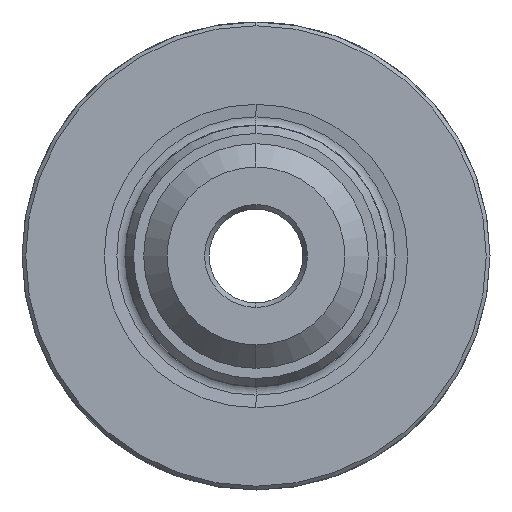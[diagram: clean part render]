
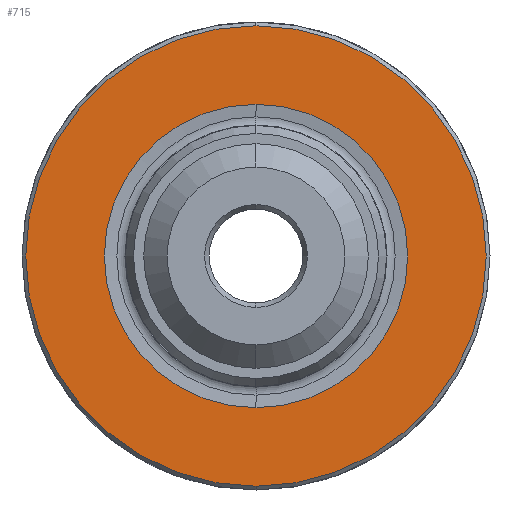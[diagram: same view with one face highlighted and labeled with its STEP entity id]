
A CAD part, left-side view. The second image highlights one B-rep face of the part: STEP entity #715.
In plain terms, the highlighted planar face has unit normal (-1, 0, 0).
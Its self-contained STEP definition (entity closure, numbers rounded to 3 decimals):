
#127 = EDGE_CURVE ( 'NONE', #3271, #2980, #2358, .T. ) ;
#162 = DIRECTION ( 'NONE',  ( 0., 0., -1. ) ) ;
#168 = CIRCLE ( 'NONE', #1090, 12.3 ) ;
#182 = CARTESIAN_POINT ( 'NONE',  ( 0., 0., -12.3 ) ) ;
#450 = DIRECTION ( 'NONE',  ( 1., 0., 0. ) ) ;
#457 = ORIENTED_EDGE ( 'NONE', *, *, #546, .F. ) ;
#475 = AXIS2_PLACEMENT_3D ( 'NONE', #2834, #2028, #1475 ) ;
#546 = EDGE_CURVE ( 'NONE', #2980, #3271, #168, .T. ) ;
#715 = ADVANCED_FACE ( 'NONE', ( #2449, #3328 ), #802, .T. ) ;
#790 = DIRECTION ( 'NONE',  ( -1., 0., 0. ) ) ;
#802 = PLANE ( 'NONE',  #3536 ) ;
#954 = CARTESIAN_POINT ( 'NONE',  ( 0., 0., 0. ) ) ;
#1068 = ORIENTED_EDGE ( 'NONE', *, *, #127, .F. ) ;
#1090 = AXIS2_PLACEMENT_3D ( 'NONE', #2673, #2103, #162 ) ;
#1291 = CIRCLE ( 'NONE', #475, 8.103 ) ;
#1359 = CARTESIAN_POINT ( 'NONE',  ( 0., 8.103, 0. ) ) ;
#1475 = DIRECTION ( 'NONE',  ( 0., 0., -1. ) ) ;
#1590 = DIRECTION ( 'NONE',  ( 0., 0., -1. ) ) ;
#1840 = AXIS2_PLACEMENT_3D ( 'NONE', #1922, #3054, #3653 ) ;
#1917 = CARTESIAN_POINT ( 'NONE',  ( 0., 0., -8.103 ) ) ;
#1922 = CARTESIAN_POINT ( 'NONE',  ( 0., 0., 0. ) ) ;
#2006 = CARTESIAN_POINT ( 'NONE',  ( 0., 0., 12.3 ) ) ;
#2028 = DIRECTION ( 'NONE',  ( 1., 0., 0. ) ) ;
#2049 = ORIENTED_EDGE ( 'NONE', *, *, #2845, .T. ) ;
#2103 = DIRECTION ( 'NONE',  ( 1., 0., 0. ) ) ;
#2358 = CIRCLE ( 'NONE', #3613, 12.3 ) ;
#2449 = FACE_BOUND ( 'NONE', #2758, .T. ) ;
#2479 = VERTEX_POINT ( 'NONE', #3583 ) ;
#2498 = DIRECTION ( 'NONE',  ( 0., 0., 1. ) ) ;
#2673 = CARTESIAN_POINT ( 'NONE',  ( 0., 0., 0. ) ) ;
#2710 = EDGE_CURVE ( 'NONE', #3167, #2479, #2968, .T. ) ;
#2758 = EDGE_LOOP ( 'NONE', ( #2049, #3058 ) ) ;
#2834 = CARTESIAN_POINT ( 'NONE',  ( 0., 0., 0. ) ) ;
#2845 = EDGE_CURVE ( 'NONE', #2479, #3167, #1291, .T. ) ;
#2968 = CIRCLE ( 'NONE', #1840, 8.103 ) ;
#2980 = VERTEX_POINT ( 'NONE', #182 ) ;
#3054 = DIRECTION ( 'NONE',  ( 1., 0., 0. ) ) ;
#3058 = ORIENTED_EDGE ( 'NONE', *, *, #2710, .T. ) ;
#3167 = VERTEX_POINT ( 'NONE', #1917 ) ;
#3271 = VERTEX_POINT ( 'NONE', #2006 ) ;
#3328 = FACE_OUTER_BOUND ( 'NONE', #3426, .T. ) ;
#3426 = EDGE_LOOP ( 'NONE', ( #457, #1068 ) ) ;
#3536 = AXIS2_PLACEMENT_3D ( 'NONE', #1359, #790, #2498 ) ;
#3583 = CARTESIAN_POINT ( 'NONE',  ( 0., 0., 8.103 ) ) ;
#3613 = AXIS2_PLACEMENT_3D ( 'NONE', #954, #450, #1590 ) ;
#3653 = DIRECTION ( 'NONE',  ( 0., 0., -1. ) ) ;
